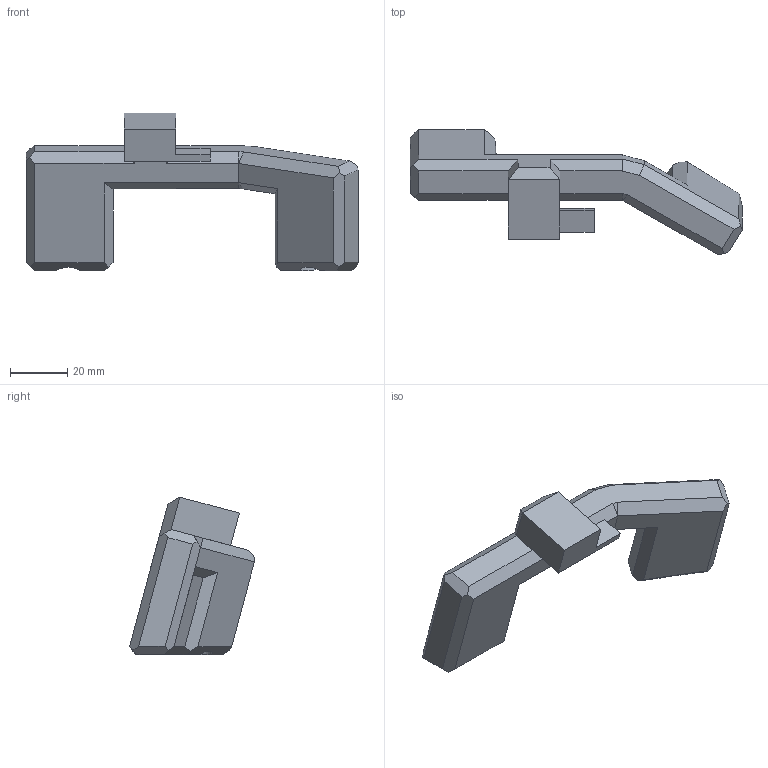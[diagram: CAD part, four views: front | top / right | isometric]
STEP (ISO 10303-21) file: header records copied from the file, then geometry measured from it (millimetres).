
FILE_DESCRIPTION(('HOOPS Exchange Step'),'2;1');
FILE_NAME('temp_export','2022-09-21T12:09:27-04:00',('mobile'),('Shapr3D Limited'),'HOOPS Exchange 2022.1','Shapr3D','Authorized');
FILE_SCHEMA( ('AP203_CONFIGURATION_CONTROLLED_3D_DESIGN_OF_MECHANICAL_PARTS_AND_ASSEMBLIES_MIM_LF') );
Length unit declared in the file: millimetre
Products named in the file (1): 15 Degree Tenting Leg
Bounding box: 116.34 x 43.71 x 55.29 mm (x, y, z)
Volume: 49679.2 mm3; surface area: 12525.2 mm2
Topology: 1 solids, 1 shells, 74 faces, 197 edges, 125 vertices
Faces by surface type: plane 72, cylinder 2
Full cylindrical faces by diameter (mm): 12.75 x2
Entity records: 2264 total; most frequent: CARTESIAN_POINT 398, ORIENTED_EDGE 394, DIRECTION 358, EDGE_CURVE 197, VECTOR 184, LINE 184, VERTEX_POINT 125, AXIS2_PLACEMENT_3D 87
